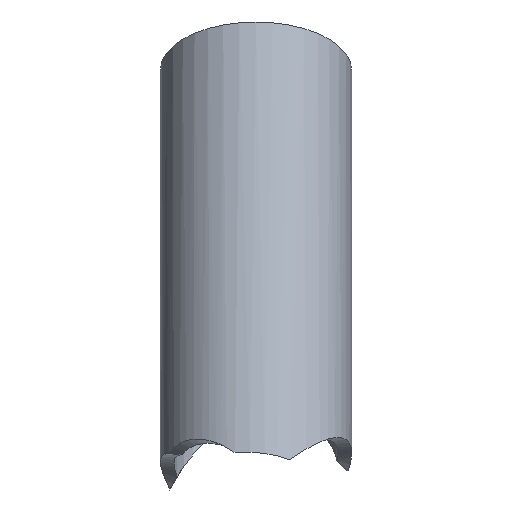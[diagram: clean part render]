
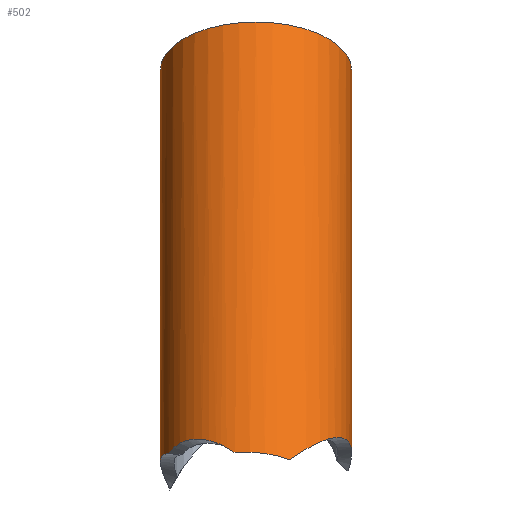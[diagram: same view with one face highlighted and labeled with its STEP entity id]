
A CAD part, top view. The second image highlights one B-rep face of the part: STEP entity #502.
In plain terms, the highlighted cylindrical face has radius 14 mm (diameter 28 mm), a partial arc.
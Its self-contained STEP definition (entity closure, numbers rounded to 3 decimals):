
#58=CARTESIAN_POINT('Control Point',(-1443.847,-319.658,166.815)) ;
#59=CARTESIAN_POINT('Control Point',(-1443.002,-318.373,168.244)) ;
#60=CARTESIAN_POINT('Control Point',(-1441.778,-317.474,169.812)) ;
#61=CARTESIAN_POINT('Control Point',(-1440.2,-317.207,171.36)) ;
#62=CARTESIAN_POINT('Control Point',(-1438.569,-317.432,172.716)) ;
#63=CARTESIAN_POINT('Control Point',(-1436.958,-318.027,173.922)) ;
#64=CARTESIAN_POINT('Vertex',(-1443.847,-319.658,166.815)) ;
#66=CARTESIAN_POINT('Vertex',(-1436.958,-318.027,173.922)) ;
#130=CARTESIAN_POINT('Vertex',(-1426.181,-320.551,175.859)) ;
#134=CARTESIAN_POINT('Control Point',(-1434.145,-319.531,175.897)) ;
#135=CARTESIAN_POINT('Control Point',(-1432.156,-319.309,176.285)) ;
#136=CARTESIAN_POINT('Control Point',(-1430.079,-319.408,176.411)) ;
#137=CARTESIAN_POINT('Control Point',(-1428.053,-319.849,176.26)) ;
#138=CARTESIAN_POINT('Control Point',(-1426.181,-320.551,175.859)) ;
#139=CARTESIAN_POINT('Vertex',(-1434.145,-319.531,175.897)) ;
#162=CARTESIAN_POINT('Control Point',(-1426.181,-320.551,175.859)) ;
#163=CARTESIAN_POINT('Control Point',(-1424.699,-319.524,174.625)) ;
#164=CARTESIAN_POINT('Control Point',(-1423.274,-318.626,173.215)) ;
#165=CARTESIAN_POINT('Control Point',(-1421.907,-317.91,171.645)) ;
#166=CARTESIAN_POINT('Control Point',(-1420.63,-317.429,169.889)) ;
#167=CARTESIAN_POINT('Control Point',(-1419.548,-317.295,167.996)) ;
#168=CARTESIAN_POINT('Vertex',(-1419.548,-317.295,167.996)) ;
#202=CARTESIAN_POINT('Vertex',(-1417.077,-263.432,127.623)) ;
#204=CARTESIAN_POINT('Vertex',(-1445.077,-263.432,127.623)) ;
#207=CARTESIAN_POINT('Axis2P3D Location',(-1431.077,-263.432,127.623)) ;
#240=CARTESIAN_POINT('Line Origine',(-1445.077,-288.773,142.299)) ;
#244=CARTESIAN_POINT('Vertex',(-1445.077,-320.794,160.844)) ;
#247=CARTESIAN_POINT('Line Origine',(-1417.077,-288.773,142.299)) ;
#251=CARTESIAN_POINT('Vertex',(-1417.077,-319.464,160.073)) ;
#448=CARTESIAN_POINT('Control Point',(-1419.548,-317.295,167.996)) ;
#449=CARTESIAN_POINT('Control Point',(-1418.673,-317.186,166.465)) ;
#450=CARTESIAN_POINT('Control Point',(-1417.925,-317.303,164.848)) ;
#451=CARTESIAN_POINT('Control Point',(-1417.353,-317.705,163.155)) ;
#452=CARTESIAN_POINT('Control Point',(-1417.077,-318.46,161.526)) ;
#453=CARTESIAN_POINT('Control Point',(-1417.077,-319.464,160.073)) ;
#464=CARTESIAN_POINT('Axis2P3D Location',(-1431.077,-288.773,142.299)) ;
#470=CARTESIAN_POINT('Control Point',(-1444.008,-319.642,166.375)) ;
#471=CARTESIAN_POINT('Control Point',(-1444.495,-319.613,165.002)) ;
#472=CARTESIAN_POINT('Control Point',(-1444.873,-319.771,163.584)) ;
#473=CARTESIAN_POINT('Control Point',(-1445.077,-320.17,162.16)) ;
#474=CARTESIAN_POINT('Control Point',(-1445.077,-320.794,160.844)) ;
#475=CARTESIAN_POINT('Vertex',(-1444.008,-319.642,166.375)) ;
#479=CARTESIAN_POINT('Control Point',(-1443.847,-319.658,166.815)) ;
#480=CARTESIAN_POINT('Control Point',(-1443.902,-319.65,166.669)) ;
#481=CARTESIAN_POINT('Control Point',(-1443.956,-319.645,166.522)) ;
#482=CARTESIAN_POINT('Control Point',(-1444.008,-319.642,166.375)) ;
#485=CARTESIAN_POINT('Control Point',(-1434.145,-319.531,175.897)) ;
#486=CARTESIAN_POINT('Control Point',(-1435.044,-318.897,175.296)) ;
#487=CARTESIAN_POINT('Control Point',(-1435.996,-318.383,174.643)) ;
#488=CARTESIAN_POINT('Control Point',(-1436.958,-318.027,173.922)) ;
#208=DIRECTION('Axis2P3D Direction',(0.,0.865,-0.501)) ;
#241=DIRECTION('Vector Direction',(0.,0.865,-0.501)) ;
#248=DIRECTION('Vector Direction',(0.,0.865,-0.501)) ;
#465=DIRECTION('Axis2P3D Direction',(0.,0.865,-0.501)) ;
#466=DIRECTION('Axis2P3D XDirection',(-1.,0.,0.)) ;
#209=AXIS2_PLACEMENT_3D('Circle Axis2P3D',#207,#208,$) ;
#467=AXIS2_PLACEMENT_3D('Cylinder Axis2P3D',#464,#465,#466) ;
#491=ORIENTED_EDGE('',*,*,#141,.T.) ;
#492=ORIENTED_EDGE('',*,*,#170,.T.) ;
#493=ORIENTED_EDGE('',*,*,#454,.T.) ;
#494=ORIENTED_EDGE('',*,*,#253,.T.) ;
#495=ORIENTED_EDGE('',*,*,#211,.F.) ;
#496=ORIENTED_EDGE('',*,*,#246,.F.) ;
#497=ORIENTED_EDGE('',*,*,#477,.F.) ;
#498=ORIENTED_EDGE('',*,*,#483,.F.) ;
#499=ORIENTED_EDGE('',*,*,#68,.T.) ;
#500=ORIENTED_EDGE('',*,*,#489,.F.) ;
#242=VECTOR('Line Direction',#241,1.) ;
#249=VECTOR('Line Direction',#248,1.) ;
#502=ADVANCED_FACE('Corps principal',(#501),#468,.T.) ;
#57=B_SPLINE_CURVE_WITH_KNOTS('',5,(#58,#59,#60,#61,#62,#63),.UNSPECIFIED.,.F.,.U.,(6,6),(9.14,23.984),.UNSPECIFIED.) ;
#133=B_SPLINE_CURVE_WITH_KNOTS('',4,(#134,#135,#136,#137,#138),.UNSPECIFIED.,.F.,.U.,(5,5),(19.433,30.967),.UNSPECIFIED.) ;
#161=B_SPLINE_CURVE_WITH_KNOTS('',5,(#162,#163,#164,#165,#166,#167),.UNSPECIFIED.,.F.,.U.,(6,6),(4.841,20.287),.UNSPECIFIED.) ;
#447=B_SPLINE_CURVE_WITH_KNOTS('',5,(#448,#449,#450,#451,#452,#453),.UNSPECIFIED.,.F.,.U.,(6,6),(0.,12.489),.UNSPECIFIED.) ;
#469=B_SPLINE_CURVE_WITH_KNOTS('',4,(#470,#471,#472,#473,#474),.UNSPECIFIED.,.F.,.U.,(5,5),(0.,8.242),.UNSPECIFIED.) ;
#478=B_SPLINE_CURVE_WITH_KNOTS('',3,(#479,#480,#481,#482),.UNSPECIFIED.,.F.,.U.,(4,4),(11.417,12.081),.UNSPECIFIED.) ;
#484=B_SPLINE_CURVE_WITH_KNOTS('',3,(#485,#486,#487,#488),.UNSPECIFIED.,.F.,.U.,(4,4),(1.745,7.065),.UNSPECIFIED.) ;
#210=CIRCLE('generated circle',#209,14.) ;
#468=CYLINDRICAL_SURFACE('generated cylinder',#467,14.) ;
#68=EDGE_CURVE('',#65,#67,#57,.T.) ;
#141=EDGE_CURVE('',#140,#131,#133,.T.) ;
#170=EDGE_CURVE('',#131,#169,#161,.T.) ;
#211=EDGE_CURVE('',#205,#203,#210,.T.) ;
#246=EDGE_CURVE('',#245,#205,#243,.T.) ;
#253=EDGE_CURVE('',#252,#203,#250,.T.) ;
#454=EDGE_CURVE('',#169,#252,#447,.T.) ;
#477=EDGE_CURVE('',#476,#245,#469,.T.) ;
#483=EDGE_CURVE('',#65,#476,#478,.T.) ;
#489=EDGE_CURVE('',#140,#67,#484,.T.) ;
#490=EDGE_LOOP('',(#491,#492,#493,#494,#495,#496,#497,#498,#499,#500)) ;
#501=FACE_OUTER_BOUND('',#490,.T.) ;
#243=LINE('Line',#240,#242) ;
#250=LINE('Line',#247,#249) ;
#65=VERTEX_POINT('',#64) ;
#67=VERTEX_POINT('',#66) ;
#131=VERTEX_POINT('',#130) ;
#140=VERTEX_POINT('',#139) ;
#169=VERTEX_POINT('',#168) ;
#203=VERTEX_POINT('',#202) ;
#205=VERTEX_POINT('',#204) ;
#245=VERTEX_POINT('',#244) ;
#252=VERTEX_POINT('',#251) ;
#476=VERTEX_POINT('',#475) ;
